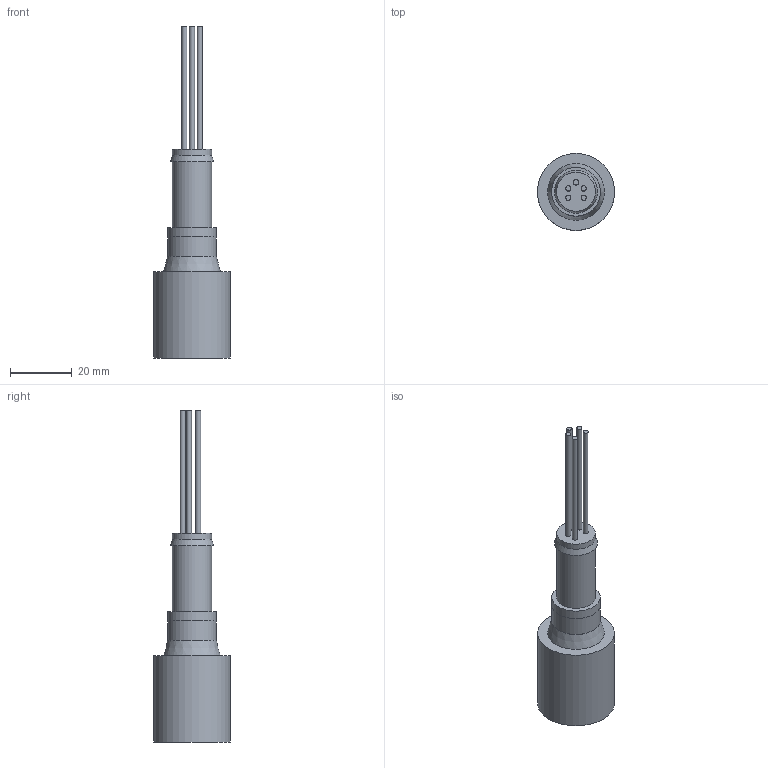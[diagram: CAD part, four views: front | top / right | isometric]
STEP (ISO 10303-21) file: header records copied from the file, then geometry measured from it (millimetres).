
FILE_DESCRIPTION(/* description */ (''),/* implementation_level */ '2;1');
FILE_NAME(/* name */ 'PBOF5F.stp',/* time_stamp */ '2014-11-28T08:33:13+01:00',/* author */ ('sh'),/* organization */ (''),/* preprocessor_version */ 'ST-DEVELOPER v15.2',/* originating_system */ 'Autodesk Inventor 2014',/* authorisation */ '');
FILE_SCHEMA (('AUTOMOTIVE_DESIGN { 1 0 10303 214 3 1 1 }'));
Length unit declared in the file: millimetre
Products named in the file (1): PBOF5F
Bounding box: 25 x 25 x 107.8 mm (x, y, z)
Volume: 18706.8 mm3; surface area: 7408.8 mm2
Topology: 1 solids, 1 shells, 129 faces, 318 edges, 212 vertices
Faces by surface type: plane 68, bspline 44, cylinder 15, cone 2
Full cylindrical faces by diameter (mm): 1.7 x5, 4.8 x5, 12.7 x2, 15.78 x1, 15.8 x1, 25 x1
Entity records: 4101 total; most frequent: CARTESIAN_POINT 1213, ORIENTED_EDGE 600, DIRECTION 417, EDGE_CURVE 300, VERTEX_POINT 211, LINE 179, VECTOR 179, EDGE_LOOP 167
